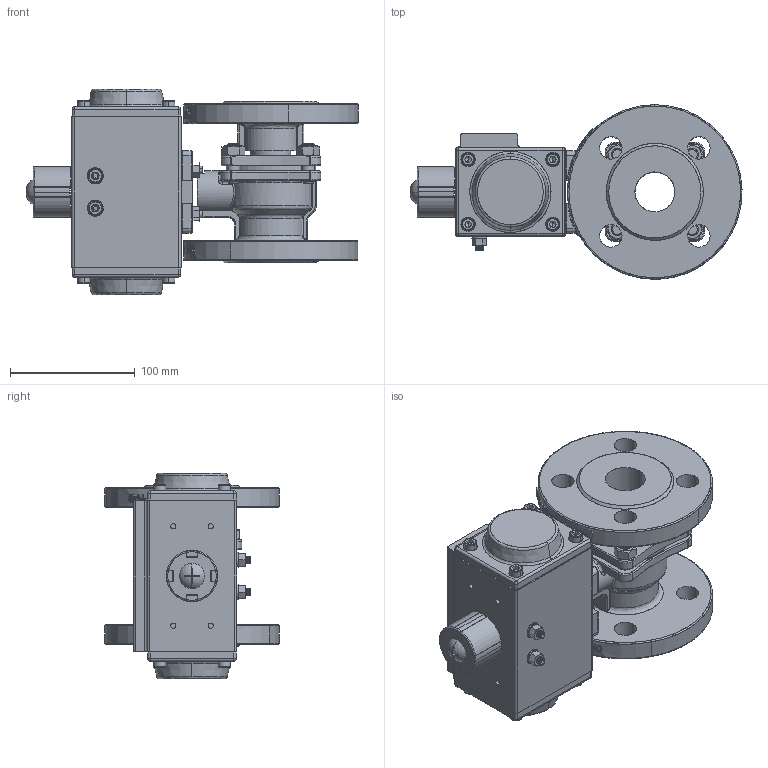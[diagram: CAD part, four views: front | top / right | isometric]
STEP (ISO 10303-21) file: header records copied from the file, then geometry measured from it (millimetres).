
FILE_DESCRIPTION (( 'STEP AP214' ), '1' );
FILE_NAME ('PK05_DN32 (PK05000006).STEP', '2022-04-27T12:41:32', ( '' ), ( '' ), 'SwSTEP 2.0', 'SolidWorks 2021', '' );
FILE_SCHEMA (( 'AUTOMOTIVE_DESIGN' ));
Length unit declared in the file: metre
Products named in the file (1): PK05_DN32 (PK05000006)
Bounding box: 266.68 x 140.05 x 165 mm (x, y, z)
Surface area: 208448.2 mm2 (no closed solid volume)
Topology: 0 solids, 690 shells, 987 faces, 4456 edges, 4044 vertices
Faces by surface type: cylinder 320, plane 285, bspline 262, cone 118, sphere 2
Entity records: 100604 total; most frequent: CARTESIAN_POINT 57666, DIRECTION 5704, ORIENTED_EDGE 5005, EDGE_CURVE 4421, VERTEX_POINT 4044, AXIS2_PLACEMENT_3D 2082, VECTOR 1540, LINE 1540
